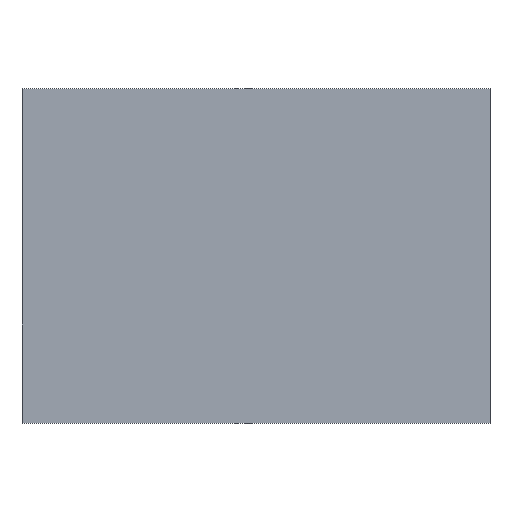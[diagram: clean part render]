
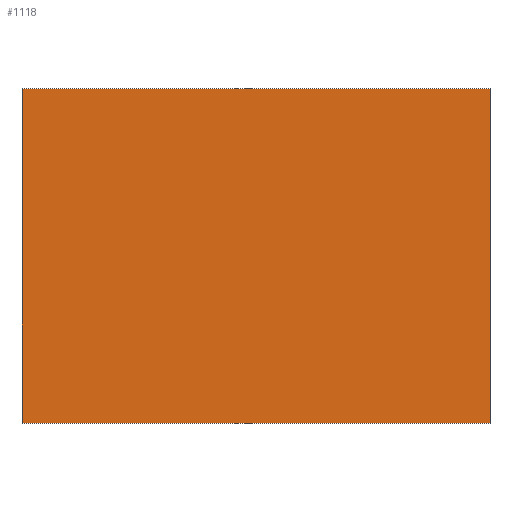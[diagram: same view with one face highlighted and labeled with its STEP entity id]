
A CAD part, top view. The second image highlights one B-rep face of the part: STEP entity #1118.
In plain terms, the highlighted planar face has unit normal (0, 0, 1).
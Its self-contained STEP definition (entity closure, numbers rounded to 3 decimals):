
#944=CARTESIAN_POINT('',(-1.75,-1.25,0.52));
#945=VERTEX_POINT('',#944);
#952=CARTESIAN_POINT('',(-1.75,1.25,0.52));
#953=VERTEX_POINT('',#952);
#954=CARTESIAN_POINT('',(-1.75,-1.25,0.52));
#955=DIRECTION('',(0.,1.,0.));
#956=VECTOR('',#955,2.5);
#957=LINE('',#954,#956);
#958=EDGE_CURVE('',#945,#953,#957,.T.);
#976=CARTESIAN_POINT('',(1.75,-1.25,0.52));
#977=VERTEX_POINT('',#976);
#984=CARTESIAN_POINT('',(-1.75,-1.25,0.52));
#985=DIRECTION('',(1.,0.,0.));
#986=VECTOR('',#985,3.5);
#987=LINE('',#984,#986);
#988=EDGE_CURVE('',#945,#977,#987,.T.);
#1024=CARTESIAN_POINT('',(1.75,1.25,0.52));
#1025=VERTEX_POINT('',#1024);
#1032=CARTESIAN_POINT('',(1.75,1.25,0.52));
#1033=DIRECTION('',(0.,-1.,0.));
#1034=VECTOR('',#1033,2.5);
#1035=LINE('',#1032,#1034);
#1036=EDGE_CURVE('',#1025,#977,#1035,.T.);
#1096=CARTESIAN_POINT('',(1.75,1.25,0.52));
#1097=DIRECTION('',(-1.,-0.,0.));
#1098=VECTOR('',#1097,3.5);
#1099=LINE('',#1096,#1098);
#1100=EDGE_CURVE('',#1025,#953,#1099,.T.);
#1107=CARTESIAN_POINT('',(0.,0.,0.52));
#1108=DIRECTION('',(0.,0.,1.));
#1109=DIRECTION('',(0.,-1.,0.));
#1110=AXIS2_PLACEMENT_3D('',#1107,#1108,#1109);
#1111=PLANE('',#1110);
#1112=ORIENTED_EDGE('',*,*,#1100,.T.);
#1113=ORIENTED_EDGE('',*,*,#958,.F.);
#1114=ORIENTED_EDGE('',*,*,#988,.T.);
#1115=ORIENTED_EDGE('',*,*,#1036,.F.);
#1116=EDGE_LOOP('',(#1112,#1113,#1114,#1115));
#1117=FACE_BOUND('',#1116,.T.);
#1118=ADVANCED_FACE('',(#1117),#1111,.T.);
